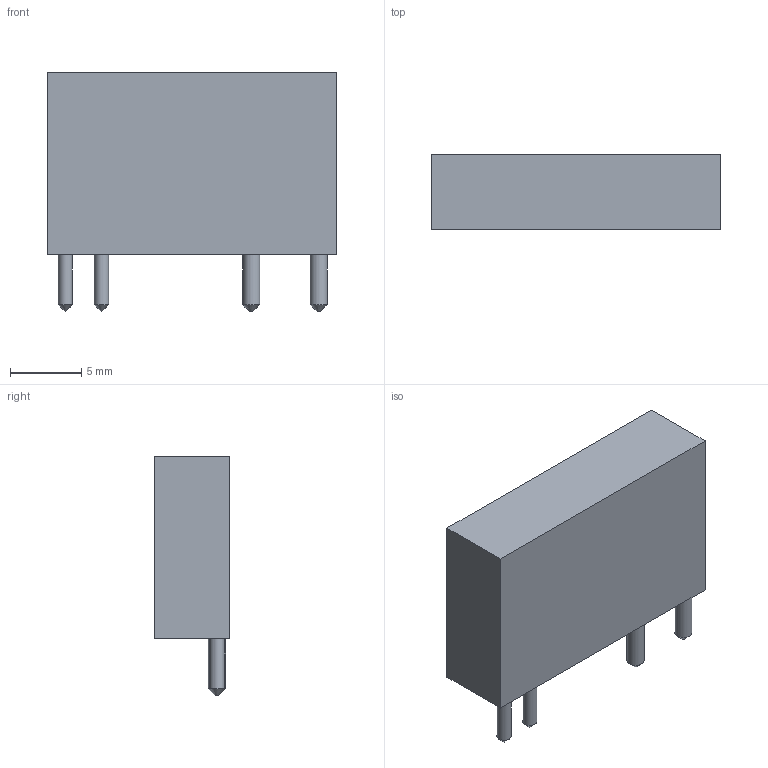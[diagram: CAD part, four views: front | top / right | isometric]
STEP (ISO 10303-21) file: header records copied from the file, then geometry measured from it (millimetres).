
FILE_DESCRIPTION(/* description */ (''),/* implementation_level */ '2;1');
FILE_NAME(/* name */ '827a3b4f-be9e-4422-a960-a45d77c1622d.stp',/* time_stamp */ '2021-11-07T23:45:37+00:00',/* author */ (''),/* organization */ (''),/* preprocessor_version */ 'ST-DEVELOPER v18.1',/* originating_system */ 'Autodesk Translation Framework v10.10.0.1391',/* authorisation */ '');
FILE_SCHEMA (('AUTOMOTIVE_DESIGN { 1 0 10303 214 3 1 1 }'));
Length unit declared in the file: millimetre
Products named in the file (1): Relay
Bounding box: 20.3 x 5.3 x 16.8 mm (x, y, z)
Volume: 1391.3 mm3; surface area: 928.1 mm2
Topology: 5 solids, 5 shells, 20 faces, 32 edges, 20 vertices
Faces by surface type: plane 12, cone 4, cylinder 4
Full cylindrical faces by diameter (mm): 1 x2, 1.2 x2
Entity records: 487 total; most frequent: DIRECTION 82, CARTESIAN_POINT 71, ORIENTED_EDGE 60, AXIS2_PLACEMENT_3D 31, EDGE_CURVE 30, FACE_OUTER_BOUND 20, EDGE_LOOP 20, LINE 20
